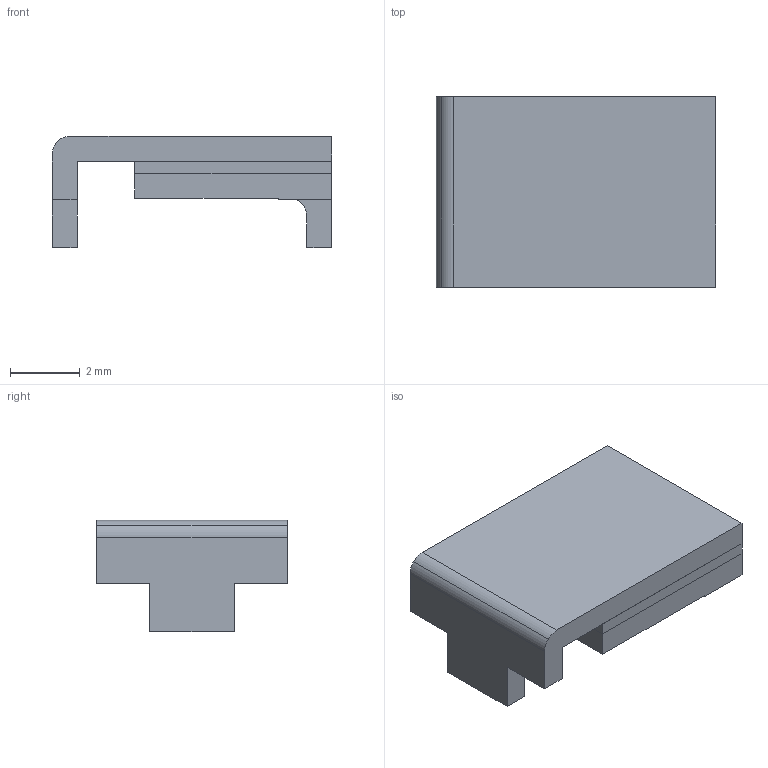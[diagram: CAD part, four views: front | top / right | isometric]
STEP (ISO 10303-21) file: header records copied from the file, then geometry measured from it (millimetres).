
FILE_DESCRIPTION((''),'2;1');
FILE_NAME('FUSR_TYCO_SMD030F-2.stp','2009-03-24T17:05:09',(''),(''),'Mechanical Desktop 2006','Mechanical Desktop 2006',', , ');
FILE_SCHEMA(('AUTOMOTIVE_DESIGN { 1 2 10303 214 0 1 1 1 }'));
Length unit declared in the file: millimetre
Products named in the file (1): Product
Bounding box: 7.98 x 5.44 x 3.18 mm (x, y, z)
Volume: 70.6 mm3; surface area: 280.8 mm2
Topology: 3 solids, 3 shells, 44 faces, 112 edges, 74 vertices
Faces by surface type: plane 38, cylinder 6
Entity records: 1362 total; most frequent: CARTESIAN_POINT 231, ORIENTED_EDGE 224, DIRECTION 214, EDGE_CURVE 112, VECTOR 100, LINE 100, VERTEX_POINT 74, AXIS2_PLACEMENT_3D 57
